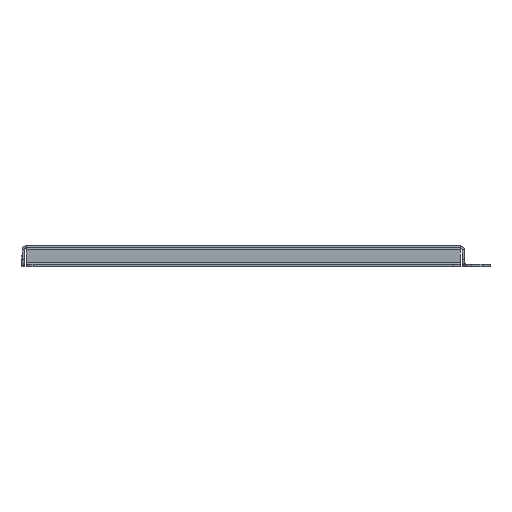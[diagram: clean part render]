
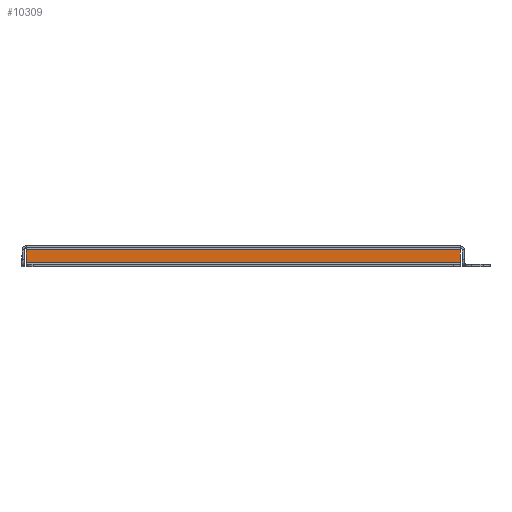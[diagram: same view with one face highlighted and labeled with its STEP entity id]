
A CAD part, front view. The second image highlights one B-rep face of the part: STEP entity #10309.
In plain terms, the highlighted planar face has unit normal (0, -1, 0).
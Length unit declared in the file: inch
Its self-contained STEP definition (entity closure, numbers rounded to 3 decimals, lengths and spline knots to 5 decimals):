
#354 = DIRECTION ( 'NONE',  ( -1., 0., 0. ) ) ;
#441 = EDGE_CURVE ( 'NONE', #18621, #6065, #17690, .T. ) ;
#1899 = EDGE_CURVE ( 'NONE', #5565, #13289, #8403, .T. ) ;
#2002 = CARTESIAN_POINT ( 'NONE',  ( 0., 0., -0.148 ) ) ;
#2492 = ORIENTED_EDGE ( 'NONE', *, *, #441, .F. ) ;
#4382 = DIRECTION ( 'NONE',  ( 0., 0., 1. ) ) ;
#5565 = VERTEX_POINT ( 'NONE', #9111 ) ;
#5788 = CARTESIAN_POINT ( 'NONE',  ( 0.15, 0., -0.148 ) ) ;
#6065 = VERTEX_POINT ( 'NONE', #5788 ) ;
#6185 = EDGE_LOOP ( 'NONE', ( #2492, #24264, #16275, #13012 ) ) ;
#6577 = VECTOR ( 'NONE', #20289, 39.37008 ) ;
#7655 = VECTOR ( 'NONE', #12650, 39.37008 ) ;
#8033 = CARTESIAN_POINT ( 'NONE',  ( 15.85, 0., -0.75 ) ) ;
#8403 = LINE ( 'NONE', #8033, #7655 ) ;
#9111 = CARTESIAN_POINT ( 'NONE',  ( 15.85, 0., -0.148 ) ) ;
#10309 = ADVANCED_FACE ( 'NONE', ( #19863 ), #17301, .T. ) ;
#11089 = VECTOR ( 'NONE', #354, 39.37008 ) ;
#11685 = CARTESIAN_POINT ( 'NONE',  ( 0.15, 0., -0.075 ) ) ;
#12650 = DIRECTION ( 'NONE',  ( 0., 0., -1. ) ) ;
#12796 = CARTESIAN_POINT ( 'NONE',  ( 0., 0., 0. ) ) ;
#13012 = ORIENTED_EDGE ( 'NONE', *, *, #27096, .T. ) ;
#13289 = VERTEX_POINT ( 'NONE', #22865 ) ;
#15085 = DIRECTION ( 'NONE',  ( 0., 0., -1. ) ) ;
#16275 = ORIENTED_EDGE ( 'NONE', *, *, #1899, .F. ) ;
#17155 = LINE ( 'NONE', #23249, #11089 ) ;
#17301 = PLANE ( 'NONE',  #25735 ) ;
#17690 = LINE ( 'NONE', #11685, #29233 ) ;
#18621 = VERTEX_POINT ( 'NONE', #24535 ) ;
#19863 = FACE_OUTER_BOUND ( 'NONE', #6185, .T. ) ;
#20289 = DIRECTION ( 'NONE',  ( -1., 0., 0. ) ) ;
#22865 = CARTESIAN_POINT ( 'NONE',  ( 15.85, 0., -0.602 ) ) ;
#23249 = CARTESIAN_POINT ( 'NONE',  ( 15.85, 0., -0.602 ) ) ;
#24231 = LINE ( 'NONE', #2002, #6577 ) ;
#24264 = ORIENTED_EDGE ( 'NONE', *, *, #26296, .F. ) ;
#24535 = CARTESIAN_POINT ( 'NONE',  ( 0.15, 0., -0.602 ) ) ;
#25735 = AXIS2_PLACEMENT_3D ( 'NONE', #12796, #28907, #15085 ) ;
#26296 = EDGE_CURVE ( 'NONE', #13289, #18621, #17155, .T. ) ;
#27096 = EDGE_CURVE ( 'NONE', #5565, #6065, #24231, .T. ) ;
#28907 = DIRECTION ( 'NONE',  ( 0., -1., 0. ) ) ;
#29233 = VECTOR ( 'NONE', #4382, 39.37008 ) ;
